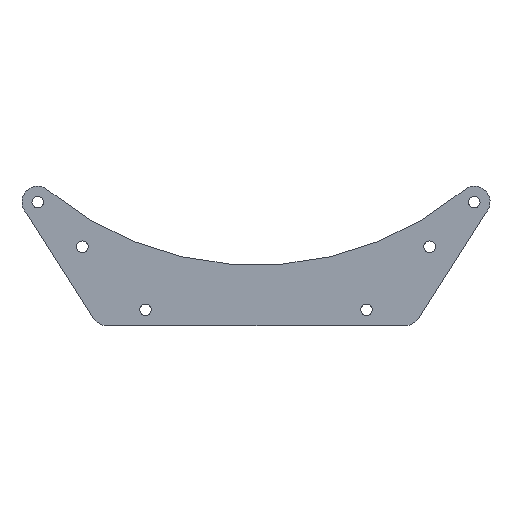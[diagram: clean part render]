
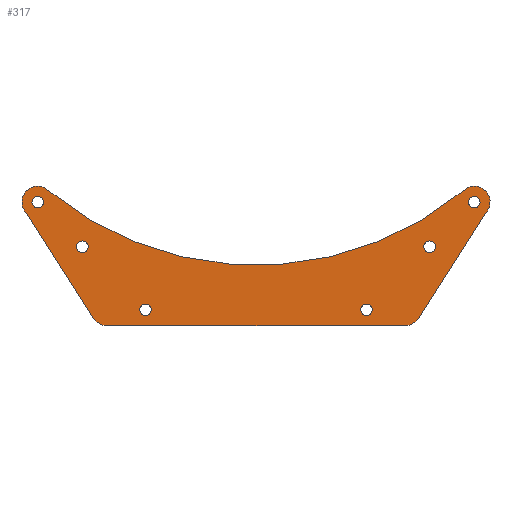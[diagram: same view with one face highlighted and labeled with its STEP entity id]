
A CAD part, top view. The second image highlights one B-rep face of the part: STEP entity #317.
In plain terms, the highlighted planar face has unit normal (0, 0, 1).
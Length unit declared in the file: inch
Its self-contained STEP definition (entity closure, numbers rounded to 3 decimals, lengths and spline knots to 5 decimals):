
#15=FACE_BOUND('',#63,.T.);
#16=FACE_BOUND('',#64,.T.);
#17=FACE_BOUND('',#65,.T.);
#18=FACE_BOUND('',#66,.T.);
#19=FACE_BOUND('',#67,.T.);
#20=FACE_BOUND('',#68,.T.);
#30=PLANE('',#369);
#46=FACE_OUTER_BOUND('',#62,.T.);
#62=EDGE_LOOP('',(#264,#265,#266,#267,#268,#269,#270,#271));
#63=EDGE_LOOP('',(#272));
#64=EDGE_LOOP('',(#273));
#65=EDGE_LOOP('',(#274));
#66=EDGE_LOOP('',(#275));
#67=EDGE_LOOP('',(#276));
#68=EDGE_LOOP('',(#277));
#87=LINE('',#531,#107);
#91=LINE('',#543,#111);
#95=LINE('',#553,#115);
#107=VECTOR('',#440,0.3937);
#111=VECTOR('',#452,0.3937);
#115=VECTOR('',#464,0.3937);
#116=CIRCLE('',#334,0.091);
#118=CIRCLE('',#337,0.091);
#120=CIRCLE('',#340,0.091);
#122=CIRCLE('',#343,0.0915);
#124=CIRCLE('',#346,0.091);
#126=CIRCLE('',#349,0.0915);
#129=CIRCLE('',#353,0.25);
#131=CIRCLE('',#356,5.1567);
#133=CIRCLE('',#359,0.25);
#135=CIRCLE('',#363,0.25);
#137=CIRCLE('',#367,0.25);
#138=VERTEX_POINT('',#471);
#140=VERTEX_POINT('',#477);
#142=VERTEX_POINT('',#483);
#144=VERTEX_POINT('',#489);
#146=VERTEX_POINT('',#495);
#148=VERTEX_POINT('',#501);
#152=VERTEX_POINT('',#510);
#153=VERTEX_POINT('',#512);
#155=VERTEX_POINT('',#518);
#157=VERTEX_POINT('',#524);
#159=VERTEX_POINT('',#530);
#161=VERTEX_POINT('',#536);
#163=VERTEX_POINT('',#542);
#165=VERTEX_POINT('',#548);
#166=EDGE_CURVE('',#138,#138,#116,.T.);
#169=EDGE_CURVE('',#140,#140,#118,.T.);
#172=EDGE_CURVE('',#142,#142,#120,.T.);
#175=EDGE_CURVE('',#144,#144,#122,.T.);
#178=EDGE_CURVE('',#146,#146,#124,.T.);
#181=EDGE_CURVE('',#148,#148,#126,.T.);
#186=EDGE_CURVE('',#153,#152,#129,.T.);
#189=EDGE_CURVE('',#155,#153,#131,.T.);
#192=EDGE_CURVE('',#157,#155,#133,.T.);
#195=EDGE_CURVE('',#159,#157,#87,.T.);
#198=EDGE_CURVE('',#161,#159,#135,.T.);
#201=EDGE_CURVE('',#163,#161,#91,.T.);
#204=EDGE_CURVE('',#165,#163,#137,.T.);
#207=EDGE_CURVE('',#152,#165,#95,.T.);
#264=ORIENTED_EDGE('',*,*,#207,.T.);
#265=ORIENTED_EDGE('',*,*,#204,.T.);
#266=ORIENTED_EDGE('',*,*,#201,.T.);
#267=ORIENTED_EDGE('',*,*,#198,.T.);
#268=ORIENTED_EDGE('',*,*,#195,.T.);
#269=ORIENTED_EDGE('',*,*,#192,.T.);
#270=ORIENTED_EDGE('',*,*,#189,.T.);
#271=ORIENTED_EDGE('',*,*,#186,.T.);
#272=ORIENTED_EDGE('',*,*,#181,.T.);
#273=ORIENTED_EDGE('',*,*,#178,.T.);
#274=ORIENTED_EDGE('',*,*,#175,.T.);
#275=ORIENTED_EDGE('',*,*,#172,.T.);
#276=ORIENTED_EDGE('',*,*,#169,.T.);
#277=ORIENTED_EDGE('',*,*,#166,.T.);
#317=ADVANCED_FACE('',(#46,#15,#16,#17,#18,#19,#20),#30,.T.);
#334=AXIS2_PLACEMENT_3D('',#472,#375,#376);
#337=AXIS2_PLACEMENT_3D('',#478,#382,#383);
#340=AXIS2_PLACEMENT_3D('',#484,#389,#390);
#343=AXIS2_PLACEMENT_3D('',#490,#396,#397);
#346=AXIS2_PLACEMENT_3D('',#496,#403,#404);
#349=AXIS2_PLACEMENT_3D('',#502,#410,#411);
#353=AXIS2_PLACEMENT_3D('',#513,#420,#421);
#356=AXIS2_PLACEMENT_3D('',#519,#427,#428);
#359=AXIS2_PLACEMENT_3D('',#525,#434,#435);
#363=AXIS2_PLACEMENT_3D('',#537,#446,#447);
#367=AXIS2_PLACEMENT_3D('',#549,#458,#459);
#369=AXIS2_PLACEMENT_3D('',#554,#465,#466);
#375=DIRECTION('center_axis',(0.,0.,
-1.));
#376=DIRECTION('ref_axis',(-1.,0.,0.));
#382=DIRECTION('center_axis',(0.,0.,
-1.));
#383=DIRECTION('ref_axis',(-1.,0.,0.));
#389=DIRECTION('center_axis',(0.,0.,
-1.));
#390=DIRECTION('ref_axis',(-1.,0.,0.));
#396=DIRECTION('center_axis',(0.,0.,
-1.));
#397=DIRECTION('ref_axis',(-1.,0.,0.));
#403=DIRECTION('center_axis',(0.,0.,
-1.));
#404=DIRECTION('ref_axis',(-1.,0.,0.));
#410=DIRECTION('center_axis',(0.,0.,
-1.));
#411=DIRECTION('ref_axis',(-1.,0.,0.));
#420=DIRECTION('center_axis',(0.,0.,
1.));
#421=DIRECTION('ref_axis',(0.707,0.707,0.));
#427=DIRECTION('center_axis',(0.,0.,
-1.));
#428=DIRECTION('ref_axis',(-0.636,-0.772,0.));
#434=DIRECTION('center_axis',(0.,0.,
1.));
#435=DIRECTION('ref_axis',(0.707,-0.707,0.));
#440=DIRECTION('',(0.537,0.843,0.));
#446=DIRECTION('center_axis',(0.,0.,
1.));
#447=DIRECTION('ref_axis',(0.,-1.,0.));
#452=DIRECTION('',(1.,0.,0.));
#458=DIRECTION('center_axis',(0.,0.,
1.));
#459=DIRECTION('ref_axis',(-0.843,-0.537,0.));
#464=DIRECTION('',(0.537,-0.843,0.));
#465=DIRECTION('center_axis',(0.,0.,
1.));
#466=DIRECTION('ref_axis',(-1.,0.,0.));
#471=CARTESIAN_POINT('',(0.2055,5.42842,0.8499));
#472=CARTESIAN_POINT('Origin',(0.1145,5.42842,0.8499));
#477=CARTESIAN_POINT('',(-0.7945,6.42842,0.8499));
#478=CARTESIAN_POINT('Origin',(-0.8855,6.42842,0.8499));
#483=CARTESIAN_POINT('',(4.7055,6.42842,0.8499));
#484=CARTESIAN_POINT('Origin',(4.6145,6.42842,0.8499));
#489=CARTESIAN_POINT('',(-1.50111,7.13553,0.8499));
#490=CARTESIAN_POINT('Origin',(-1.59261,7.13553,0.8499));
#495=CARTESIAN_POINT('',(3.7055,5.42842,0.8499));
#496=CARTESIAN_POINT('Origin',(3.6145,5.42842,0.8499));
#501=CARTESIAN_POINT('',(5.4131,7.13553,0.8499));
#502=CARTESIAN_POINT('Origin',(5.3216,7.13553,0.8499));
#510=CARTESIAN_POINT('',(-1.76939,6.95875,0.8499));
#512=CARTESIAN_POINT('',(-1.41583,7.3123,0.8499));
#513=CARTESIAN_POINT('Origin',(-1.59261,7.13553,0.8499));
#518=CARTESIAN_POINT('',(5.14483,7.3123,0.8499));
#519=CARTESIAN_POINT('Origin',(1.8645,11.29112,0.8499));
#524=CARTESIAN_POINT('',(5.49838,6.95875,0.8499));
#525=CARTESIAN_POINT('Origin',(5.3216,7.13553,0.8499));
#530=CARTESIAN_POINT('',(4.43819,5.29412,0.8499));
#531=CARTESIAN_POINT('',(4.43819,5.29412,0.8499));
#536=CARTESIAN_POINT('',(4.22732,5.17842,0.8499));
#537=CARTESIAN_POINT('Origin',(4.22732,5.42842,0.8499));
#542=CARTESIAN_POINT('',(-0.49833,5.17842,0.8499));
#543=CARTESIAN_POINT('',(-0.49833,5.17842,0.8499));
#548=CARTESIAN_POINT('',(-0.70919,5.29412,0.8499));
#549=CARTESIAN_POINT('Origin',(-0.49833,5.42842,0.8499));
#553=CARTESIAN_POINT('',(-1.76939,6.95875,0.8499));
#554=CARTESIAN_POINT('Origin',(1.8645,6.28197,0.8499));
